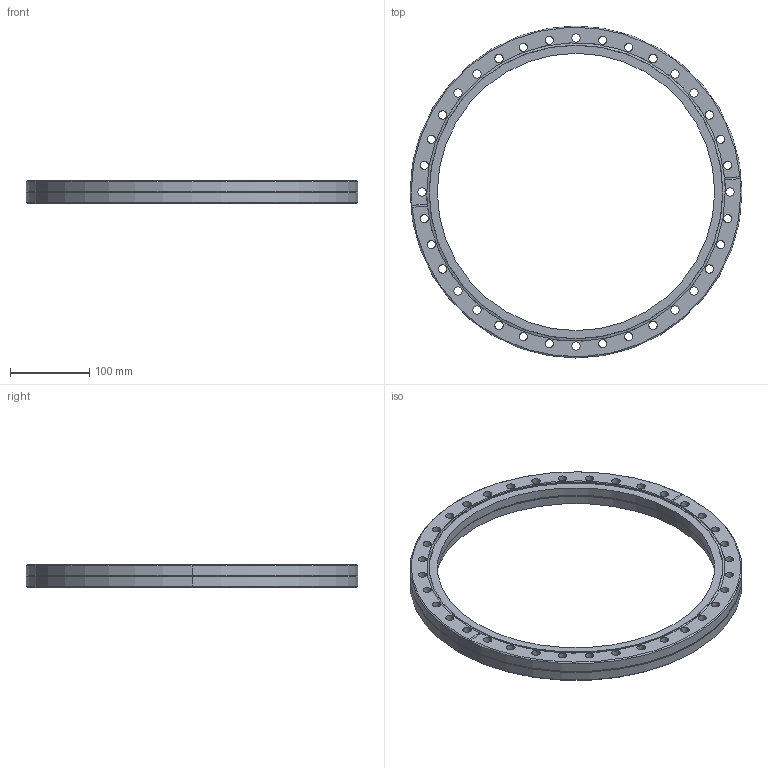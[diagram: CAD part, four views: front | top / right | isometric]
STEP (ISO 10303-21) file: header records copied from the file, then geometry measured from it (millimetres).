
FILE_DESCRIPTION (( 'STEP AP214' ), '1' );
FILE_NAME ('420FAD350-356.stp', '2017-06-06T11:10:29', ( '' ), ( '' ), 'SwSTEP 2.0', 'SolidWorks 2015', '' );
FILE_SCHEMA (( 'AUTOMOTIVE_DESIGN' ));
Length unit declared in the file: millimetre
Products named in the file (1): 420FAD350-356
Bounding box: 419.1 x 419.1 x 28.5 mm (x, y, z)
Volume: 1012568.9 mm3; surface area: 181424.9 mm2
Topology: 1 solids, 2 shells, 113 faces, 304 edges, 196 vertices
Faces by surface type: cylinder 88, cone 10, torus 8, plane 7
Entity records: 5121 total; most frequent: DIRECTION 728, CARTESIAN_POINT 678, ORIENTED_EDGE 608, AXIS2_PLACEMENT_3D 314, EDGE_CURVE 304, CIRCLE 200, VERTEX_POINT 196, EDGE_LOOP 190
